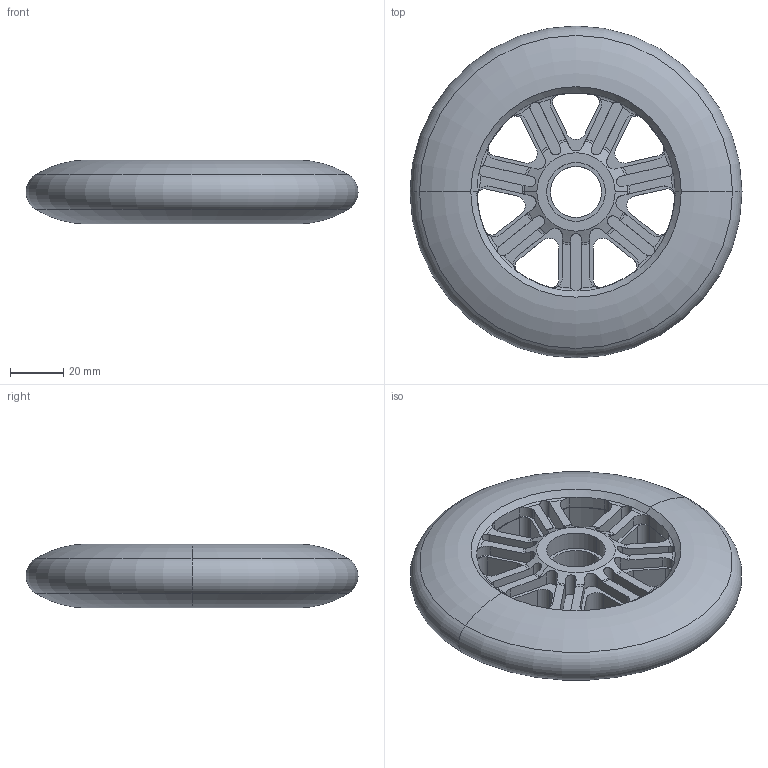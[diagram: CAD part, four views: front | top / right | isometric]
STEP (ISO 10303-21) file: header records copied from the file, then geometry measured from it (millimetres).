
FILE_DESCRIPTION (( 'STEP AP203' ), '1' );
FILE_NAME ('3608-0001-0125 assembly.STEP', '2018-08-14T03:43:01', ( '' ), ( '' ), 'SwSTEP 2.0', 'SolidWorks 2016', '' );
FILE_SCHEMA (( 'CONFIG_CONTROL_DESIGN' ));
Length unit declared in the file: millimetre
Products named in the file (3): 3608-0001-0125 assembly; 3608-0001-0125 pt2; 3608-0001-0125 pt1
Assembly tree (2 placements, depth 2):
  3608-0001-0125 assembly
    3608-0001-0125 pt1
    3608-0001-0125 pt2
Bounding box: 124.46 x 124.46 x 23.93 mm (x, y, z)
Volume: 181117.9 mm3; surface area: 73529.2 mm2
Topology: 2 solids, 2 shells, 498 faces, 1590 edges, 1040 vertices
Faces by surface type: cylinder 240, plane 186, torus 56, cone 16
Entity records: 22577 total; most frequent: CARTESIAN_POINT 8877, ORIENTED_EDGE 3180, DIRECTION 2476, EDGE_CURVE 1590, VERTEX_POINT 1040, AXIS2_PLACEMENT_3D 977, B_SPLINE_CURVE_WITH_KNOTS 594, LINE 522
